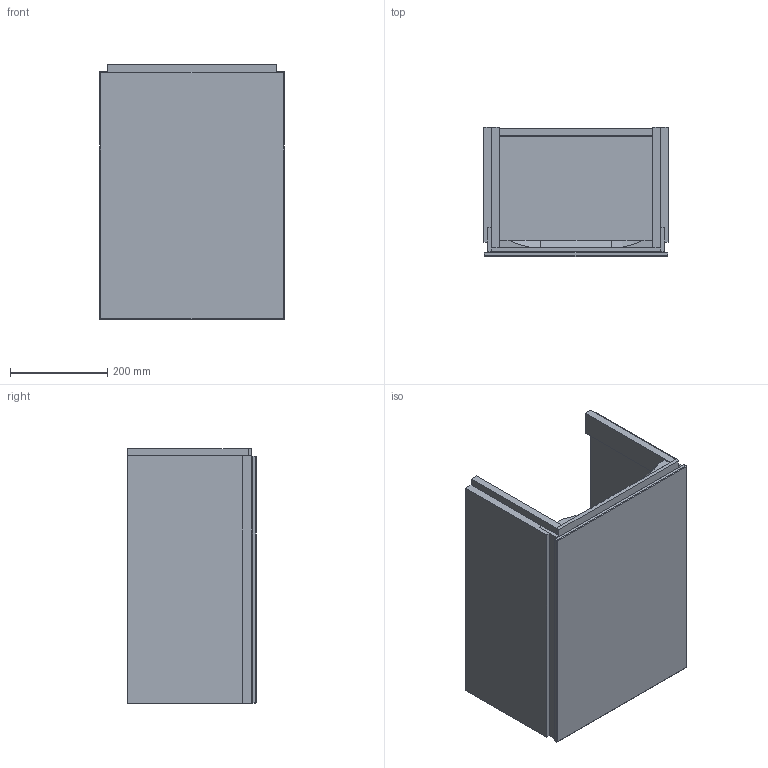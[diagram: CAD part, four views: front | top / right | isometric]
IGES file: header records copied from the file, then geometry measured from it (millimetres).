
Global section: file name: 500502; native system: Autodesk Inventor 2018; preprocessor: unknown; author: seihe2; date: 20200320.140601; units: millimetre
Bounding box: 380 x 265 x 525 mm (x, y, z)
Volume: 10312695.6 mm3; surface area: 1402811.9 mm2
Topology: 2 solids, 2 shells, 82 faces, 205 edges, 118 vertices
Faces by surface type: bspline 82
